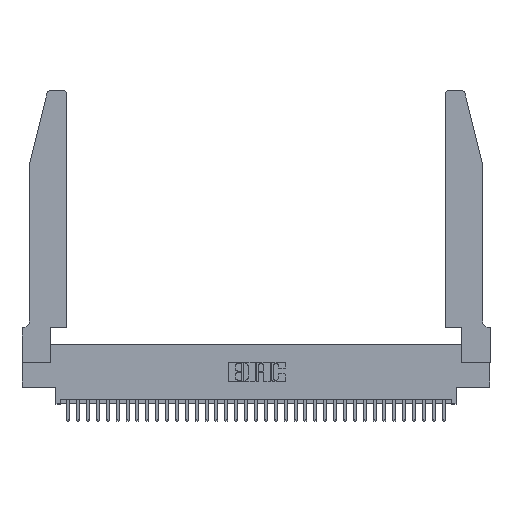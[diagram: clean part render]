
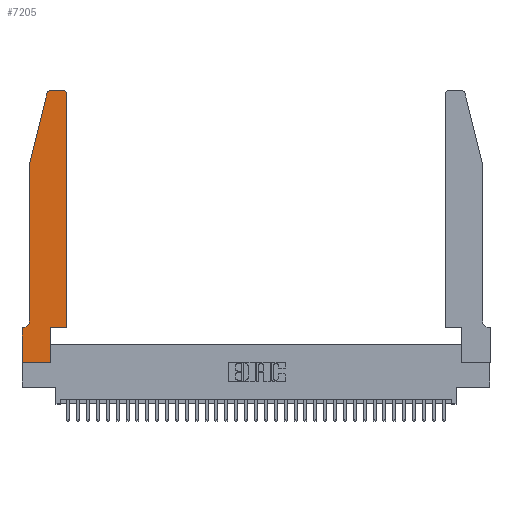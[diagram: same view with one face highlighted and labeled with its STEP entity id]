
A CAD part, top view. The second image highlights one B-rep face of the part: STEP entity #7205.
In plain terms, the highlighted planar face has unit normal (0, 0, 1).
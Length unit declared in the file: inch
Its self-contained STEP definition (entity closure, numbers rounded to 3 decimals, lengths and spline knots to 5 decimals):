
#315 = CARTESIAN_POINT ( 'NONE',  ( 0.284, 2.72, 0.37 ) ) ;
#344 = ORIENTED_EDGE ( 'NONE', *, *, #32992, .T. ) ;
#393 = VECTOR ( 'NONE', #10170, 39.37008 ) ;
#1225 = CARTESIAN_POINT ( 'NONE',  ( 0.2865, 0.35, 0.37 ) ) ;
#1275 = VERTEX_POINT ( 'NONE', #7820 ) ;
#1434 = CIRCLE ( 'NONE', #31598, 0.03 ) ;
#1714 = VECTOR ( 'NONE', #21952, 39.37008 ) ;
#2705 = CIRCLE ( 'NONE', #13559, 0.07 ) ;
#2802 = EDGE_CURVE ( 'NONE', #21314, #1275, #1434, .T. ) ;
#3000 = ORIENTED_EDGE ( 'NONE', *, *, #28121, .T. ) ;
#3114 = VECTOR ( 'NONE', #26412, 39.37008 ) ;
#3194 = DIRECTION ( 'NONE',  ( 1., 0., 0. ) ) ;
#3218 = LINE ( 'NONE', #26803, #17472 ) ;
#3325 = CARTESIAN_POINT ( 'NONE',  ( 0., 0.35, 0.37 ) ) ;
#3640 = LINE ( 'NONE', #35677, #32320 ) ;
#3933 = ORIENTED_EDGE ( 'NONE', *, *, #2802, .T. ) ;
#4118 = DIRECTION ( 'NONE',  ( 0., 1., 0. ) ) ;
#4331 = VECTOR ( 'NONE', #4118, 39.37008 ) ;
#4436 = CARTESIAN_POINT ( 'NONE',  ( 0., 0., 0.37 ) ) ;
#4950 = EDGE_CURVE ( 'NONE', #24173, #13542, #25922, .T. ) ;
#5100 = CARTESIAN_POINT ( 'NONE',  ( 0.4505, 0.35, 0.37 ) ) ;
#5360 = VECTOR ( 'NONE', #8909, 39.37008 ) ;
#7205 = ADVANCED_FACE ( 'NONE', ( #23653 ), #28459, .T. ) ;
#7482 = VERTEX_POINT ( 'NONE', #4436 ) ;
#7538 = CARTESIAN_POINT ( 'NONE',  ( 0.0055, 0.42, 0.37 ) ) ;
#7820 = CARTESIAN_POINT ( 'NONE',  ( 0.25487, 2.72718, 0.37 ) ) ;
#8055 = LINE ( 'NONE', #24023, #393 ) ;
#8909 = DIRECTION ( 'NONE',  ( 0., 1., 0. ) ) ;
#9258 = VERTEX_POINT ( 'NONE', #21325 ) ;
#9274 = CARTESIAN_POINT ( 'NONE',  ( 0.284, 2.75, 0.37 ) ) ;
#9471 = CARTESIAN_POINT ( 'NONE',  ( 0.4505, 2.72, 0.37 ) ) ;
#9906 = ORIENTED_EDGE ( 'NONE', *, *, #19163, .T. ) ;
#10170 = DIRECTION ( 'NONE',  ( 0., -1., 0. ) ) ;
#10221 = ORIENTED_EDGE ( 'NONE', *, *, #28591, .T. ) ;
#10415 = DIRECTION ( 'NONE',  ( -1., 0., 0. ) ) ;
#10832 = DIRECTION ( 'NONE',  ( -1., 0., 0. ) ) ;
#11004 = EDGE_CURVE ( 'NONE', #32012, #22432, #12862, .T. ) ;
#11822 = VERTEX_POINT ( 'NONE', #27146 ) ;
#12194 = VECTOR ( 'NONE', #10832, 39.37008 ) ;
#12251 = LINE ( 'NONE', #31747, #33253 ) ;
#12862 = LINE ( 'NONE', #1225, #4331 ) ;
#13134 = EDGE_CURVE ( 'NONE', #11822, #21314, #12251, .T. ) ;
#13242 = EDGE_CURVE ( 'NONE', #13542, #11822, #22637, .T. ) ;
#13542 = VERTEX_POINT ( 'NONE', #9471 ) ;
#13559 = AXIS2_PLACEMENT_3D ( 'NONE', #7538, #26983, #10415 ) ;
#13599 = AXIS2_PLACEMENT_3D ( 'NONE', #3325, #14861, #33922 ) ;
#14861 = DIRECTION ( 'NONE',  ( 0., 0., 1. ) ) ;
#14900 = VERTEX_POINT ( 'NONE', #31408 ) ;
#15950 = EDGE_CURVE ( 'NONE', #26389, #14900, #32674, .T. ) ;
#16669 = DIRECTION ( 'NONE',  ( 0., 0., 1. ) ) ;
#17472 = VECTOR ( 'NONE', #29497, 39.37008 ) ;
#17797 = CARTESIAN_POINT ( 'NONE',  ( 0.2865, 0., 0.37 ) ) ;
#18014 = EDGE_LOOP ( 'NONE', ( #33285, #3933, #3000, #25655, #10221, #344, #18056, #34073, #27116, #9906, #34542, #18057 ) ) ;
#18056 = ORIENTED_EDGE ( 'NONE', *, *, #18989, .T. ) ;
#18057 = ORIENTED_EDGE ( 'NONE', *, *, #13242, .T. ) ;
#18989 = EDGE_CURVE ( 'NONE', #31434, #7482, #8055, .T. ) ;
#19163 = EDGE_CURVE ( 'NONE', #22432, #24173, #25035, .T. ) ;
#20133 = DIRECTION ( 'NONE',  ( 0., 0., 1. ) ) ;
#21314 = VERTEX_POINT ( 'NONE', #9274 ) ;
#21325 = CARTESIAN_POINT ( 'NONE',  ( 0.0055, 0.35, 0.37 ) ) ;
#21952 = DIRECTION ( 'NONE',  ( 1., 0., 0. ) ) ;
#22432 = VERTEX_POINT ( 'NONE', #22954 ) ;
#22637 = CIRCLE ( 'NONE', #34291, 0.03 ) ;
#22954 = CARTESIAN_POINT ( 'NONE',  ( 0.2865, 0.35, 0.37 ) ) ;
#23653 = FACE_OUTER_BOUND ( 'NONE', #18014, .T. ) ;
#24023 = CARTESIAN_POINT ( 'NONE',  ( 0., 0., 0.37 ) ) ;
#24173 = VERTEX_POINT ( 'NONE', #25588 ) ;
#25035 = LINE ( 'NONE', #5100, #1714 ) ;
#25588 = CARTESIAN_POINT ( 'NONE',  ( 0.4505, 0.35, 0.37 ) ) ;
#25655 = ORIENTED_EDGE ( 'NONE', *, *, #15950, .T. ) ;
#25707 = CARTESIAN_POINT ( 'NONE',  ( 0., 0.35, 0.37 ) ) ;
#25922 = LINE ( 'NONE', #28247, #5360 ) ;
#26337 = DIRECTION ( 'NONE',  ( -1., 0., 0. ) ) ;
#26389 = VERTEX_POINT ( 'NONE', #26972 ) ;
#26412 = DIRECTION ( 'NONE',  ( 0., -1., 0. ) ) ;
#26803 = CARTESIAN_POINT ( 'NONE',  ( 0., 0., 0.37 ) ) ;
#26862 = LINE ( 'NONE', #27360, #12194 ) ;
#26972 = CARTESIAN_POINT ( 'NONE',  ( 0.0755, 2., 0.37 ) ) ;
#26983 = DIRECTION ( 'NONE',  ( 0., 0., -1. ) ) ;
#27116 = ORIENTED_EDGE ( 'NONE', *, *, #11004, .T. ) ;
#27146 = CARTESIAN_POINT ( 'NONE',  ( 0.4205, 2.75, 0.37 ) ) ;
#27360 = CARTESIAN_POINT ( 'NONE',  ( 0.0755, 0.35, 0.37 ) ) ;
#27908 = EDGE_CURVE ( 'NONE', #7482, #32012, #3218, .T. ) ;
#28121 = EDGE_CURVE ( 'NONE', #1275, #26389, #3640, .T. ) ;
#28247 = CARTESIAN_POINT ( 'NONE',  ( 0.4505, 0.35, 0.37 ) ) ;
#28459 = PLANE ( 'NONE',  #13599 ) ;
#28591 = EDGE_CURVE ( 'NONE', #14900, #9258, #2705, .T. ) ;
#29497 = DIRECTION ( 'NONE',  ( 1., 0., 0. ) ) ;
#31408 = CARTESIAN_POINT ( 'NONE',  ( 0.0755, 0.42, 0.37 ) ) ;
#31434 = VERTEX_POINT ( 'NONE', #25707 ) ;
#31598 = AXIS2_PLACEMENT_3D ( 'NONE', #315, #20133, #3194 ) ;
#31747 = CARTESIAN_POINT ( 'NONE',  ( 0.2605, 2.75, 0.37 ) ) ;
#32012 = VERTEX_POINT ( 'NONE', #17797 ) ;
#32320 = VECTOR ( 'NONE', #35790, 39.37008 ) ;
#32674 = LINE ( 'NONE', #34468, #3114 ) ;
#32939 = CARTESIAN_POINT ( 'NONE',  ( 0.4205, 2.72, 0.37 ) ) ;
#32992 = EDGE_CURVE ( 'NONE', #9258, #31434, #26862, .T. ) ;
#33253 = VECTOR ( 'NONE', #26337, 39.37008 ) ;
#33285 = ORIENTED_EDGE ( 'NONE', *, *, #13134, .T. ) ;
#33922 = DIRECTION ( 'NONE',  ( 1., 0., 0. ) ) ;
#34073 = ORIENTED_EDGE ( 'NONE', *, *, #27908, .T. ) ;
#34291 = AXIS2_PLACEMENT_3D ( 'NONE', #32939, #16669, #35703 ) ;
#34468 = CARTESIAN_POINT ( 'NONE',  ( 0.0755, 2., 0.37 ) ) ;
#34542 = ORIENTED_EDGE ( 'NONE', *, *, #4950, .T. ) ;
#35677 = CARTESIAN_POINT ( 'NONE',  ( 0.0755, 2., 0.37 ) ) ;
#35703 = DIRECTION ( 'NONE',  ( 1., 0., 0. ) ) ;
#35790 = DIRECTION ( 'NONE',  ( -0.239, -0.971, 0. ) ) ;
